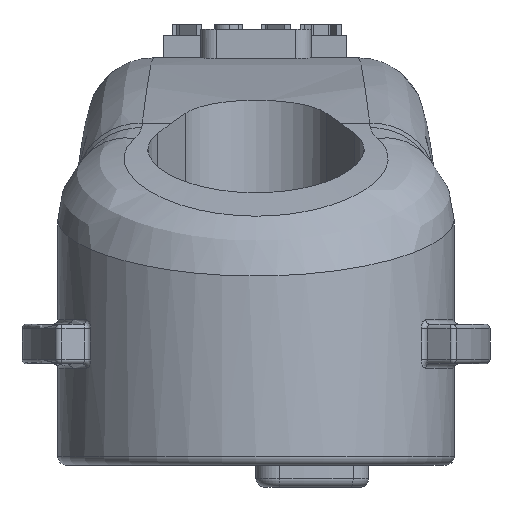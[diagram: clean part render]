
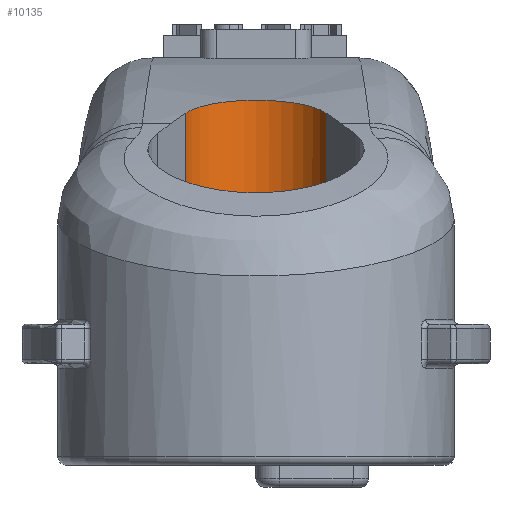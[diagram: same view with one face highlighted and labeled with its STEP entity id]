
A CAD part, front view. The second image highlights one B-rep face of the part: STEP entity #10135.
In plain terms, the highlighted cylindrical face has radius 34.97 mm (diameter 69.94 mm), a partial arc.
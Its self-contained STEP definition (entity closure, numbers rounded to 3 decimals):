
#5 = CARTESIAN_POINT ( 'NONE',  ( 31.863, 48.604, 119.941 ) ) ;
#190 = CARTESIAN_POINT ( 'NONE',  ( 2.97, 69.04, 125.696 ) ) ;
#251 = CARTESIAN_POINT ( 'NONE',  ( -9.184, 67.947, 125.408 ) ) ;
#324 = CARTESIAN_POINT ( 'NONE',  ( 28.655, 54.306, 121.629 ) ) ;
#823 = VERTEX_POINT ( 'NONE', #12145 ) ;
#842 = CARTESIAN_POINT ( 'NONE',  ( -31.863, 48.604, 15. ) ) ;
#1635 = CARTESIAN_POINT ( 'NONE',  ( -16.21, 65.191, 124.673 ) ) ;
#1692 = CARTESIAN_POINT ( 'NONE',  ( 16.257, 65.167, 124.667 ) ) ;
#1752 = CARTESIAN_POINT ( 'NONE',  ( -3.35, 69.044, 125.697 ) ) ;
#1934 = CARTESIAN_POINT ( 'NONE',  ( -30.405, 51.546, 120.821 ) ) ;
#2342 = DIRECTION ( 'NONE',  ( 1., 0., 0. ) ) ;
#2993 = CARTESIAN_POINT ( 'NONE',  ( -6.701, 68.518, 125.559 ) ) ;
#3015 = EDGE_CURVE ( 'NONE', #9058, #3516, #10225, .T. ) ;
#3054 = CARTESIAN_POINT ( 'NONE',  ( 27.681, 55.628, 122.01 ) ) ;
#3112 = CARTESIAN_POINT ( 'NONE',  ( 3.393, 69.002, 125.686 ) ) ;
#3182 = CARTESIAN_POINT ( 'NONE',  ( 8.415, 68.178, 125.47 ) ) ;
#3263 = EDGE_CURVE ( 'NONE', #3516, #6084, #18294, .T. ) ;
#3394 = CARTESIAN_POINT ( 'NONE',  ( 0., 34.194, 15. ) ) ;
#3483 = CARTESIAN_POINT ( 'NONE',  ( -26.047, 57.542, 122.556 ) ) ;
#3516 = VERTEX_POINT ( 'NONE', #15747 ) ;
#3541 = ORIENTED_EDGE ( 'NONE', *, *, #3263, .T. ) ;
#3610 = DIRECTION ( 'NONE',  ( 0., 0., -1. ) ) ;
#3754 = DIRECTION ( 'NONE',  ( 0., 0., 1. ) ) ;
#3848 = AXIS2_PLACEMENT_3D ( 'NONE', #3394, #7748, #2342 ) ;
#4181 = CARTESIAN_POINT ( 'NONE',  ( -31.863, 48.604, 15. ) ) ;
#4227 = VECTOR ( 'NONE', #7593, 1000. ) ;
#4425 = CARTESIAN_POINT ( 'NONE',  ( 4.663, 68.854, 125.648 ) ) ;
#4491 = CARTESIAN_POINT ( 'NONE',  ( -5.864, 68.671, 125.599 ) ) ;
#4556 = CARTESIAN_POINT ( 'NONE',  ( 1.703, 69.133, 125.721 ) ) ;
#4628 = AXIS2_PLACEMENT_3D ( 'NONE', #6730, #3610, #12312 ) ;
#4748 = CARTESIAN_POINT ( 'NONE',  ( -27.67, 55.643, 122.015 ) ) ;
#4818 = VECTOR ( 'NONE', #3754, 1000. ) ;
#5869 = CARTESIAN_POINT ( 'NONE',  ( 25.504, 58.134, 122.724 ) ) ;
#5933 = CARTESIAN_POINT ( 'NONE',  ( 17.728, 64.349, 124.445 ) ) ;
#6084 = VERTEX_POINT ( 'NONE', #8112 ) ;
#6119 = CARTESIAN_POINT ( 'NONE',  ( 24.332, 59.324, 123.06 ) ) ;
#6351 = CARTESIAN_POINT ( 'NONE',  ( -31.863, 48.604, 119.941 ) ) ;
#6730 = CARTESIAN_POINT ( 'NONE',  ( 0., 34.194, 15. ) ) ;
#7216 = CARTESIAN_POINT ( 'NONE',  ( 31.185, 50.104, 120.393 ) ) ;
#7279 = CARTESIAN_POINT ( 'NONE',  ( 4.239, 68.909, 125.662 ) ) ;
#7415 = CARTESIAN_POINT ( 'NONE',  ( 20.537, 62.547, 123.955 ) ) ;
#7474 = CARTESIAN_POINT ( 'NONE',  ( -7.12, 68.434, 125.537 ) ) ;
#7593 = DIRECTION ( 'NONE',  ( 0., 0., 1. ) ) ;
#7597 = CARTESIAN_POINT ( 'NONE',  ( -25.482, 58.158, 122.731 ) ) ;
#7748 = DIRECTION ( 'NONE',  ( 0., 0., 1. ) ) ;
#8112 = CARTESIAN_POINT ( 'NONE',  ( 31.863, 48.604, 119.941 ) ) ;
#8601 = LINE ( 'NONE', #4181, #4818 ) ;
#8727 = CARTESIAN_POINT ( 'NONE',  ( 30.406, 51.544, 120.82 ) ) ;
#8789 = CARTESIAN_POINT ( 'NONE',  ( -5.445, 68.74, 125.618 ) ) ;
#8848 = CARTESIAN_POINT ( 'NONE',  ( 0.859, 69.164, 125.729 ) ) ;
#8906 = CARTESIAN_POINT ( 'NONE',  ( -23.712, 59.911, 123.224 ) ) ;
#9058 = VERTEX_POINT ( 'NONE', #842 ) ;
#10132 = CARTESIAN_POINT ( 'NONE',  ( -15.46, 65.572, 124.776 ) ) ;
#10135 = ADVANCED_FACE ( 'NONE', ( #15628 ), #14937, .F. ) ;
#10194 = CARTESIAN_POINT ( 'NONE',  ( -21.843, 61.553, 123.681 ) ) ;
#10225 = CIRCLE ( 'NONE', #4628, 34.97 ) ;
#10260 = CARTESIAN_POINT ( 'NONE',  ( -1.669, 69.165, 125.729 ) ) ;
#10380 = CARTESIAN_POINT ( 'NONE',  ( -28.648, 54.316, 121.632 ) ) ;
#11485 = CARTESIAN_POINT ( 'NONE',  ( 6.769, 68.545, 125.566 ) ) ;
#11620 = CARTESIAN_POINT ( 'NONE',  ( -17.688, 64.373, 124.452 ) ) ;
#12145 = CARTESIAN_POINT ( 'NONE',  ( -31.863, 48.604, 119.941 ) ) ;
#12238 = ORIENTED_EDGE ( 'NONE', *, *, #12850, .F. ) ;
#12312 = DIRECTION ( 'NONE',  ( 1., 0., 0. ) ) ;
#12850 = EDGE_CURVE ( 'NONE', #9058, #823, #8601, .T. ) ;
#12920 = CARTESIAN_POINT ( 'NONE',  ( -8.366, 68.159, 125.465 ) ) ;
#12987 = CARTESIAN_POINT ( 'NONE',  ( -13.175, 66.631, 125.059 ) ) ;
#13048 = CARTESIAN_POINT ( 'NONE',  ( 18.444, 63.916, 124.328 ) ) ;
#13106 = CARTESIAN_POINT ( 'NONE',  ( -11.606, 67.225, 125.217 ) ) ;
#13419 = CARTESIAN_POINT ( 'NONE',  ( -31.185, 50.104, 120.393 ) ) ;
#13894 = B_SPLINE_CURVE_WITH_KNOTS ( 'NONE', 3,
 ( #5, #7216, #8727, #324, #3054, #17457, #5869, #6119, #14364, #15946, #7415, #13048, #5933, #1692, #17390, #15808, #17330, #3182, #11485, #4425, #7279, #3112, #190, #4556, #8848, #10260, #1752, #8789, #4491, #2993, #7474, #12920, #251, #13106, #12987, #10132, #1635, #11620, #14422, #15885, #10194, #8906, #14861, #7597, #3483, #4748, #10380, #1934, #13419, #6351 ),
 .UNSPECIFIED., .F., .F.,
 ( 4, 2, 2, 2, 2, 2, 2, 2, 2, 2, 2, 2, 2, 2, 2, 2, 2, 2, 2, 2, 2, 2, 2, 2, 4 ),
 ( 0., 0.005, 0.01, 0.013, 0.015, 0.02, 0.023, 0.025, 0.03, 0.035, 0.037, 0.038, 0.04, 0.045, 0.047, 0.048, 0.051, 0.056, 0.058, 0.061, 0.066, 0.068, 0.071, 0.076, 0.081 ),
 .UNSPECIFIED. ) ;
#14351 = ORIENTED_EDGE ( 'NONE', *, *, #15338, .T. ) ;
#14364 = CARTESIAN_POINT ( 'NONE',  ( 23.728, 59.896, 123.22 ) ) ;
#14422 = CARTESIAN_POINT ( 'NONE',  ( -18.413, 63.935, 124.333 ) ) ;
#14861 = CARTESIAN_POINT ( 'NONE',  ( -24.315, 59.341, 123.064 ) ) ;
#14937 = CYLINDRICAL_SURFACE ( 'NONE', #3848, 34.97 ) ;
#14949 = ORIENTED_EDGE ( 'NONE', *, *, #3015, .T. ) ;
#15338 = EDGE_CURVE ( 'NONE', #6084, #823, #13894, .T. ) ;
#15628 = FACE_OUTER_BOUND ( 'NONE', #16100, .T. ) ;
#15747 = CARTESIAN_POINT ( 'NONE',  ( 31.863, 48.604, 15. ) ) ;
#15808 = CARTESIAN_POINT ( 'NONE',  ( 13.201, 66.62, 125.057 ) ) ;
#15885 = CARTESIAN_POINT ( 'NONE',  ( -20.519, 62.561, 123.958 ) ) ;
#15946 = CARTESIAN_POINT ( 'NONE',  ( 21.858, 61.542, 123.678 ) ) ;
#16100 = EDGE_LOOP ( 'NONE', ( #3541, #14351, #12238, #14949 ) ) ;
#16127 = CARTESIAN_POINT ( 'NONE',  ( 31.863, 48.604, 15. ) ) ;
#17330 = CARTESIAN_POINT ( 'NONE',  ( 11.631, 67.216, 125.215 ) ) ;
#17390 = CARTESIAN_POINT ( 'NONE',  ( 15.499, 65.553, 124.77 ) ) ;
#17457 = CARTESIAN_POINT ( 'NONE',  ( 26.069, 57.518, 122.55 ) ) ;
#18294 = LINE ( 'NONE', #16127, #4227 ) ;
